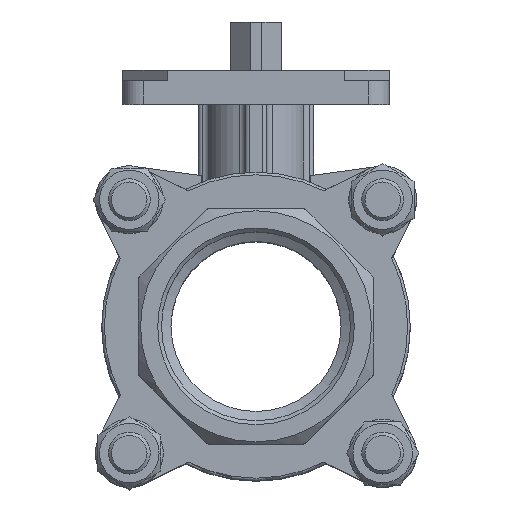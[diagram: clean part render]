
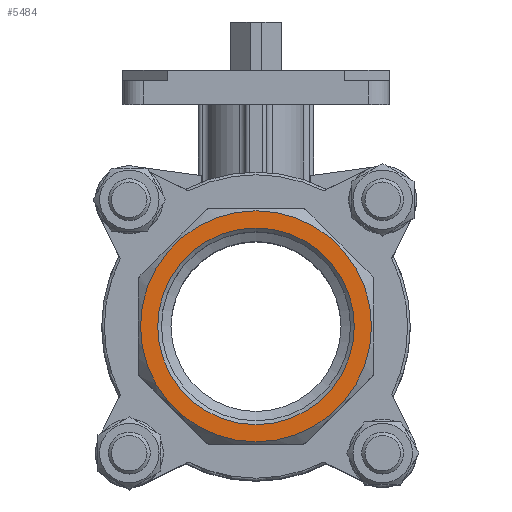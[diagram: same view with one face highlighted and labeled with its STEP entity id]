
A CAD part, top view. The second image highlights one B-rep face of the part: STEP entity #5484.
In plain terms, the highlighted planar face has unit normal (0, 0, 1).
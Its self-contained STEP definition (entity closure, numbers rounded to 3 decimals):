
#414=CIRCLE('',#5994,44.165);
#415=CIRCLE('',#5995,37.592);
#1401=ORIENTED_EDGE('',*,*,#2658,.F.);
#1402=ORIENTED_EDGE('',*,*,#2659,.T.);
#2658=EDGE_CURVE('',#3303,#3303,#414,.T.);
#2659=EDGE_CURVE('',#3304,#3304,#415,.T.);
#3303=VERTEX_POINT('',#9149);
#3304=VERTEX_POINT('',#9151);
#4414=EDGE_LOOP('',(#1401));
#4415=EDGE_LOOP('',(#1402));
#4881=FACE_BOUND('',#4414,.T.);
#4882=FACE_BOUND('',#4415,.T.);
#5219=PLANE('',#5993);
#5484=ADVANCED_FACE('',(#4881,#4882),#5219,.F.);
#5993=AXIS2_PLACEMENT_3D('',#9147,#7136,#7137);
#5994=AXIS2_PLACEMENT_3D('',#9148,#7138,#7139);
#5995=AXIS2_PLACEMENT_3D('',#9150,#7140,#7141);
#7136=DIRECTION('',(0.,0.,-1.));
#7137=DIRECTION('',(-1.,0.,0.));
#7138=DIRECTION('',(0.,0.,-1.));
#7139=DIRECTION('',(-1.,0.,0.));
#7140=DIRECTION('',(0.,0.,-1.));
#7141=DIRECTION('',(-1.,0.,0.));
#9147=CARTESIAN_POINT('',(0.,0.,92.5));
#9148=CARTESIAN_POINT('',(0.,0.,92.5));
#9149=CARTESIAN_POINT('',(-44.165,0.,92.5));
#9150=CARTESIAN_POINT('',(0.,0.,92.5));
#9151=CARTESIAN_POINT('',(-37.592,0.,92.5));
